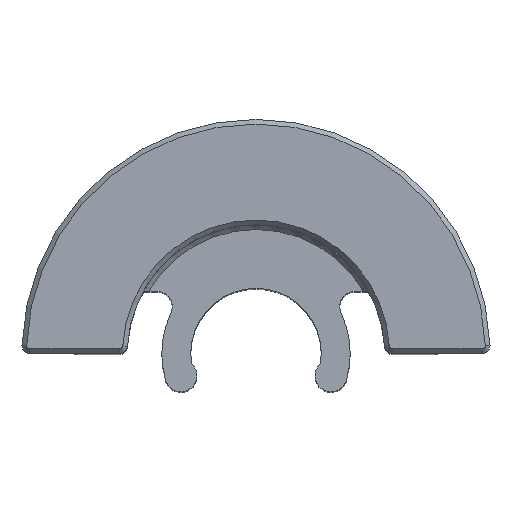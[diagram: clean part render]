
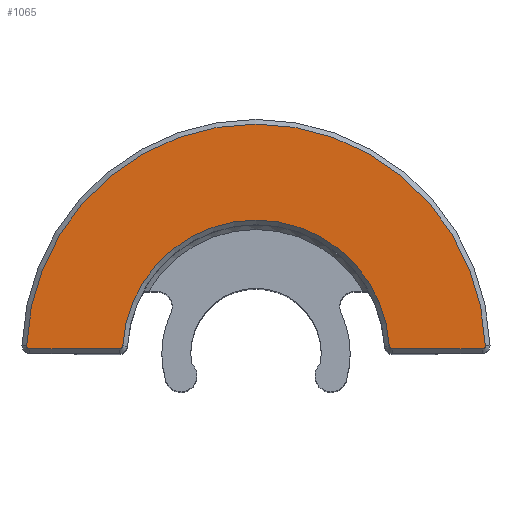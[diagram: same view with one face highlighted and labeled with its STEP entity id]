
A CAD part, top view. The second image highlights one B-rep face of the part: STEP entity #1065.
In plain terms, the highlighted planar face has unit normal (0, 0, 1).
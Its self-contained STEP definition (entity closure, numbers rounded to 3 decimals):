
#82=PLANE('',#1170);
#117=LINE('',#1986,#180);
#123=LINE('',#2007,#186);
#180=VECTOR('',#1308,10.);
#186=VECTOR('',#1332,10.);
#263=FACE_OUTER_BOUND('',#326,.T.);
#326=EDGE_LOOP('',(#820,#821,#822,#823,#824,#825,#826,#827));
#380=CIRCLE('',#1146,0.4);
#382=CIRCLE('',#1150,0.4);
#383=CIRCLE('',#1152,17.1);
#385=CIRCLE('',#1155,0.4);
#387=CIRCLE('',#1159,0.4);
#389=CIRCLE('',#1162,29.4);
#469=VERTEX_POINT('',#1973);
#472=VERTEX_POINT('',#1978);
#473=VERTEX_POINT('',#1982);
#475=VERTEX_POINT('',#1988);
#476=VERTEX_POINT('',#1993);
#477=VERTEX_POINT('',#1997);
#479=VERTEX_POINT('',#2003);
#481=VERTEX_POINT('',#2009);
#590=EDGE_CURVE('',#472,#469,#380,.T.);
#593=EDGE_CURVE('',#469,#473,#117,.T.);
#596=EDGE_CURVE('',#473,#475,#382,.T.);
#597=EDGE_CURVE('',#475,#476,#383,.T.);
#601=EDGE_CURVE('',#476,#477,#385,.T.);
#604=EDGE_CURVE('',#477,#479,#123,.T.);
#607=EDGE_CURVE('',#479,#481,#387,.T.);
#609=EDGE_CURVE('',#481,#472,#389,.T.);
#820=ORIENTED_EDGE('',*,*,#590,.F.);
#821=ORIENTED_EDGE('',*,*,#609,.F.);
#822=ORIENTED_EDGE('',*,*,#607,.F.);
#823=ORIENTED_EDGE('',*,*,#604,.F.);
#824=ORIENTED_EDGE('',*,*,#601,.F.);
#825=ORIENTED_EDGE('',*,*,#597,.F.);
#826=ORIENTED_EDGE('',*,*,#596,.F.);
#827=ORIENTED_EDGE('',*,*,#593,.F.);
#1065=ADVANCED_FACE('',(#263),#82,.F.);
#1146=AXIS2_PLACEMENT_3D('',#1980,#1302,#1303);
#1150=AXIS2_PLACEMENT_3D('',#1991,#1314,#1315);
#1152=AXIS2_PLACEMENT_3D('',#1994,#1318,#1319);
#1155=AXIS2_PLACEMENT_3D('',#2001,#1326,#1327);
#1159=AXIS2_PLACEMENT_3D('',#2013,#1338,#1339);
#1162=AXIS2_PLACEMENT_3D('',#2016,#1344,#1345);
#1170=AXIS2_PLACEMENT_3D('',#2039,#1368,#1369);
#1302=DIRECTION('center_axis',(0.,0.,-1.));
#1303=DIRECTION('ref_axis',(0.719,-0.695,0.));
#1308=DIRECTION('',(-1.,0.,0.));
#1314=DIRECTION('center_axis',(0.,0.,-1.));
#1315=DIRECTION('ref_axis',(-0.687,-0.727,0.));
#1318=DIRECTION('center_axis',(0.,0.,1.));
#1319=DIRECTION('ref_axis',(1.,0.,0.));
#1326=DIRECTION('center_axis',(0.,0.,-1.));
#1327=DIRECTION('ref_axis',(0.687,-0.727,0.));
#1332=DIRECTION('',(-1.,0.,0.));
#1338=DIRECTION('center_axis',(0.,0.,-1.));
#1339=DIRECTION('ref_axis',(-0.719,-0.695,0.));
#1344=DIRECTION('center_axis',(0.,0.,-1.));
#1345=DIRECTION('ref_axis',(1.,0.,0.));
#1368=DIRECTION('center_axis',(0.,0.,-1.));
#1369=DIRECTION('ref_axis',(-1.,0.,0.));
#1973=CARTESIAN_POINT('',(28.983,0.6,-178.5));
#1978=CARTESIAN_POINT('',(29.383,1.014,-178.5));
#1980=CARTESIAN_POINT('Origin',(28.983,1.,-178.5));
#1982=CARTESIAN_POINT('',(17.471,0.6,-178.5));
#1986=CARTESIAN_POINT('',(12.,0.6,-178.5));
#1988=CARTESIAN_POINT('',(17.072,0.977,-178.5));
#1991=CARTESIAN_POINT('Origin',(17.471,1.,-178.5));
#1993=CARTESIAN_POINT('',(-17.072,0.977,-178.5));
#1994=CARTESIAN_POINT('Origin',(0.,0.,-178.5));
#1997=CARTESIAN_POINT('',(-17.471,0.6,-178.5));
#2001=CARTESIAN_POINT('Origin',(-17.471,1.,-178.5));
#2003=CARTESIAN_POINT('',(-28.983,0.6,-178.5));
#2007=CARTESIAN_POINT('',(12.,0.6,-178.5));
#2009=CARTESIAN_POINT('',(-29.383,1.014,-178.5));
#2013=CARTESIAN_POINT('Origin',(-28.983,1.,-178.5));
#2016=CARTESIAN_POINT('Origin',(0.,0.,-178.5));
#2039=CARTESIAN_POINT('Origin',(0.,0.,-178.5));
